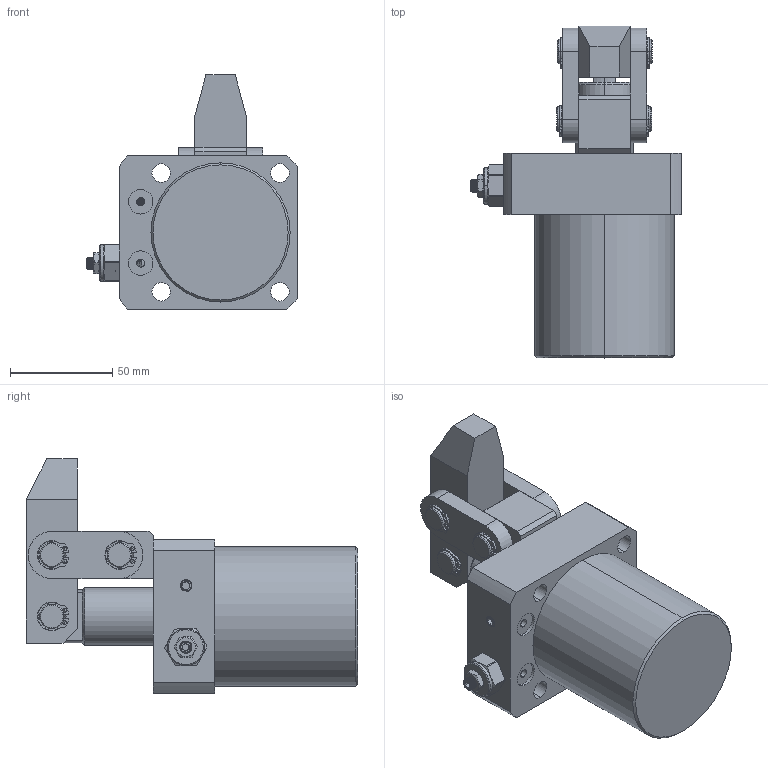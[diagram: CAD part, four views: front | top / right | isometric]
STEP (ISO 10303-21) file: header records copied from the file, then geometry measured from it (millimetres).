
FILE_DESCRIPTION (( 'STEP AP214' ), '1' );
FILE_NAME ('CHLC-FAMT50R.STEP', '2019-04-16T08:30:56', ( '' ), ( '' ), 'SwSTEP 2.0', 'SolidWorks 2016', '' );
FILE_SCHEMA (( 'AUTOMOTIVE_DESIGN' ));
Length unit declared in the file: millimetre
Products named in the file (14): 20覃厒裝; 20概极; CHLC-50-09; CHLC-50-06; CHLC-50-04; CHLC-50-03; CHLC-50-02; CHLC-50-01; CHLC-FAMT50-benti; CHLC-FAMT50R; ZHIC; M6LS; CZL20覃厒概; hex thin nuts-grades ab-chamfered gb(GB_FASTENER_NUT_STNAB M6-S)
Assembly tree (22 placements, depth 3):
  CHLC-FAMT50R
    CHLC-FAMT50-benti
    CHLC-50-01
    CHLC-50-02
    CHLC-50-03  x2
    CHLC-50-04  x2
    CHLC-50-06  x6
    CHLC-50-09
    CZL20覃厒概
      20概极
      20覃厒裝
      hex thin nuts-grades ab-chamfered gb(GB_FASTENER_NUT_STNAB M6-S)
    M6LS  x3
    ZHIC
Bounding box: 102.9 x 162 x 114.5 mm (x, y, z)
Volume: 482979.2 mm3; surface area: 103129.8 mm2
Topology: 22 solids, 22 shells, 923 faces, 2420 edges, 1571 vertices
Faces by surface type: cylinder 441, plane 203, bspline 150, cone 129
Entity records: 64413 total; most frequent: CARTESIAN_POINT 43008, ORIENTED_EDGE 3636, DIRECTION 2551, EDGE_CURVE 1818, VERTEX_POINT 1177, AXIS2_PLACEMENT_3D 980, EDGE_LOOP 767, FACE_OUTER_BOUND 693
